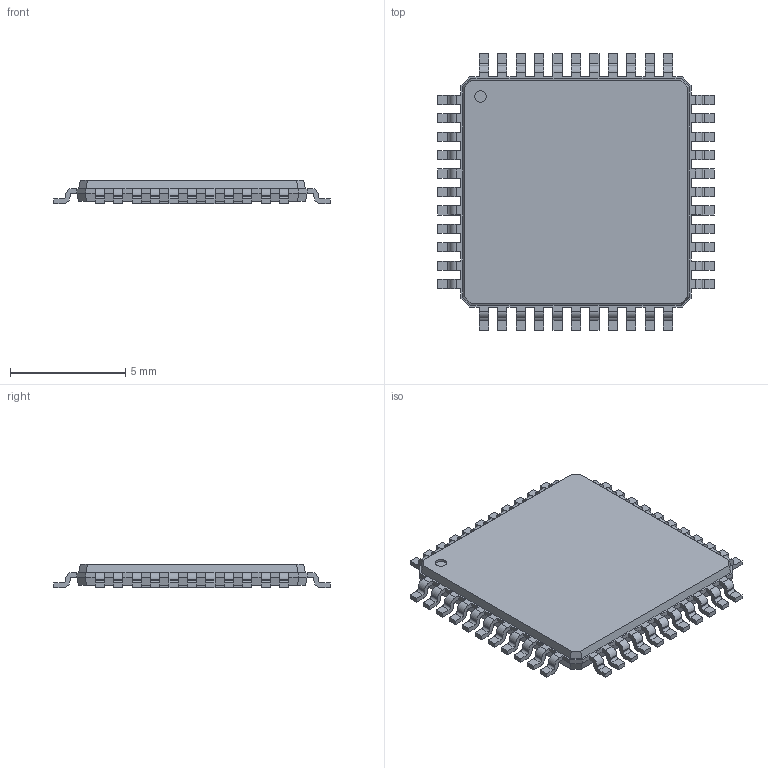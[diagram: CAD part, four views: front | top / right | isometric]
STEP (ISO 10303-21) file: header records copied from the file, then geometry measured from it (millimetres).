
FILE_DESCRIPTION(('FreeCAD Model'),'2;1');
FILE_NAME('tqfp44_10x10_p08_ep.step', '2015-12-14T14:05:32',('Author'),(''), 'Open CASCADE STEP processor 6.8','FreeCAD','Unknown');
FILE_SCHEMA(('AUTOMOTIVE_DESIGN_CC2 { 1 2 10303 214 -1 1 5 4 }'));
Length unit declared in the file: millimetre
Products named in the file (1): tqfp44_10x10_p08_ep
Bounding box: 12 x 12 x 1 mm (x, y, z)
Volume: 94.2 mm3; surface area: 298.6 mm2
Topology: 1 solids, 1 shells, 701 faces, 1891 edges, 1194 vertices
Faces by surface type: plane 456, cylinder 177, bspline 68
Full cylindrical faces by diameter (mm): 0.5 x1
Entity records: 51427 total; most frequent: CARTESIAN_POINT 9209, DIRECTION 6827, LINE 4673, VECTOR 4673, ORIENTED_EDGE 3782, PCURVE 3782, DEFINITIONAL_REPRESENTATION 3782, EDGE_CURVE 1891
